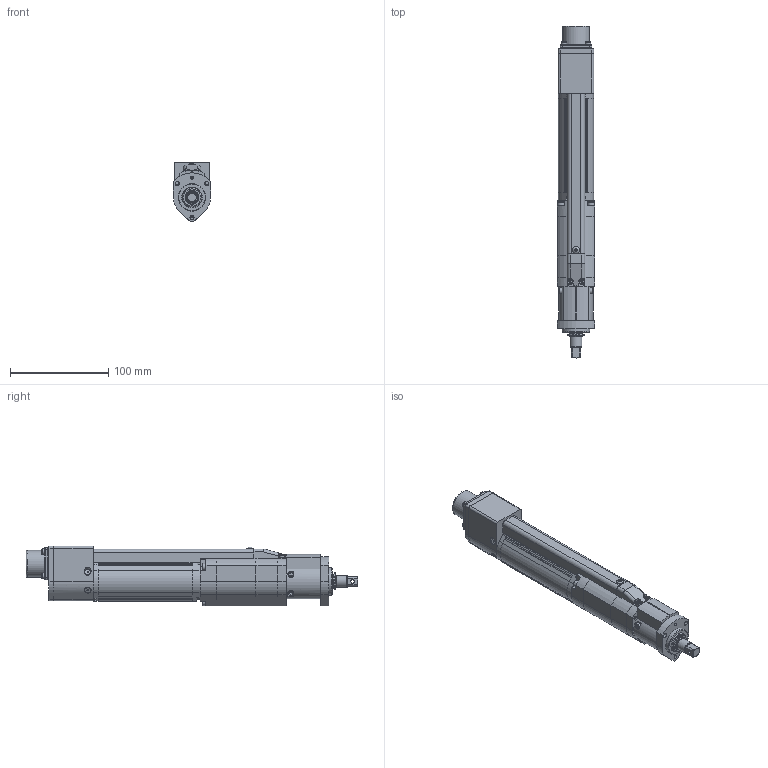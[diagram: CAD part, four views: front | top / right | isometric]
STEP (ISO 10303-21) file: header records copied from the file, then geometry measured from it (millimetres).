
FILE_DESCRIPTION(/* description */ (''),/* implementation_level */ '2;1');
FILE_NAME(/* name */ 'CFT-281RS1-S-H(DS-N020+F)_OUTLINE_20201118.stp',/* time_stamp */ '2020-11-19T13:06:44+09:00',/* author */ ('Akihiro_KATO'),/* organization */ (''),/* preprocessor_version */ 'ST-DEVELOPER v18.1',/* originating_system */ 'Autodesk Inventor 2021',/* authorisation */ '');
FILE_SCHEMA (('AUTOMOTIVE_DESIGN { 1 0 10303 214 3 1 1 }'));
Length unit declared in the file: millimetre
Products named in the file (1): CFT-281RS1-S-H(DS-N020+F)_OUTLINE_20201118
Bounding box: 38 x 338.4 x 60.99 mm (x, y, z)
Volume: 438498.3 mm3; surface area: 59894.7 mm2
Topology: 1 solids, 1 shells, 700 faces, 1769 edges, 1121 vertices
Faces by surface type: plane 436, cylinder 188, cone 36, torus 17, sphere 15, bspline 8
Full cylindrical faces by diameter (mm): 1 x14, 1.2 x2, 1.6 x4, 3.242 x4, 3.5 x1, 4.134 x3, 4.5 x2, 5.5 x13, 6 x4, 6.5 x1, 6.9 x1, 7 x5, 12 x1, 13.4 x1, 14 x2, 14.7 x1, 20.8 x1, 27.4 x1, 28 x1, 30 x1
Entity records: 22424 total; most frequent: CARTESIAN_POINT 4886, DIRECTION 3496, ORIENTED_EDGE 3484, EDGE_CURVE 1742, AXIS2_PLACEMENT_3D 1220, VERTEX_POINT 1122, LINE 1056, VECTOR 1056
